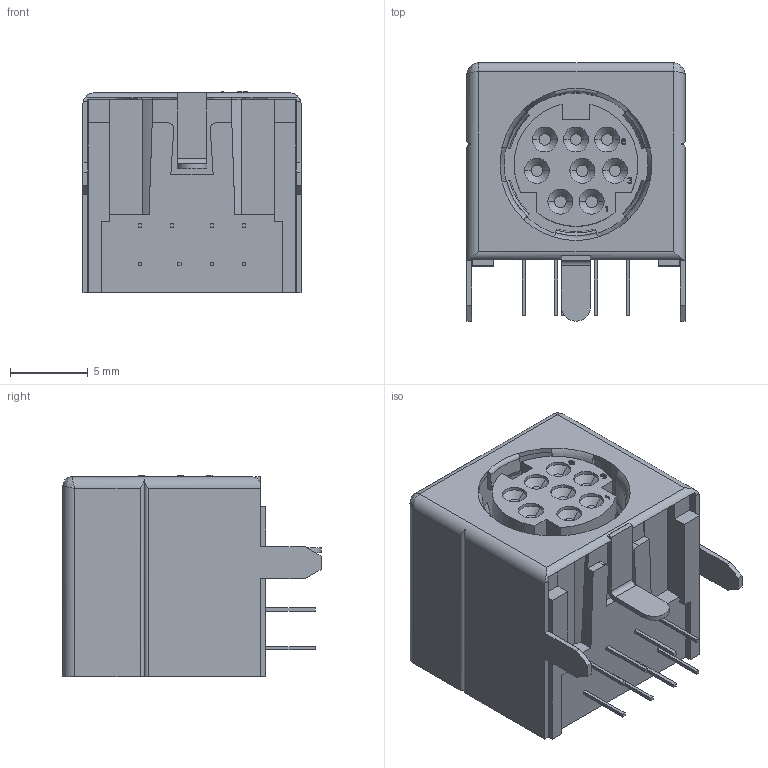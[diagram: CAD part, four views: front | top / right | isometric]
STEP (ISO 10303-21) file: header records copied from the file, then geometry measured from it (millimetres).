
FILE_DESCRIPTION((''),'2;1');
FILE_NAME('C-5749268-1','2019-01-16T04:16:13',('workeradm'),('TE Connectivity Ltd.'),'CREO PARAMETRIC BY PTC INC, 2018190','CREO PARAMETRIC BY PTC INC, 2018190','');
FILE_SCHEMA(('AUTOMOTIVE_DESIGN { 1 0 10303 214 1 1 1 1 }'));
Length unit declared in the file: millimetre
Products named in the file (1): C-5749268-1
Bounding box: 14 x 16.56 x 12.93 mm (x, y, z)
Volume: 2001.4 mm3; surface area: 2461.9 mm2
Topology: 1 solids, 1 shells, 410 faces, 1122 edges, 736 vertices
Faces by surface type: plane 276, cylinder 70, torus 31, cone 31, bspline 2
Entity records: 13096 total; most frequent: CARTESIAN_POINT 2446, ORIENTED_EDGE 2244, DIRECTION 2174, EDGE_CURVE 1122, VECTOR 858, LINE 858, VERTEX_POINT 736, AXIS2_PLACEMENT_3D 658
